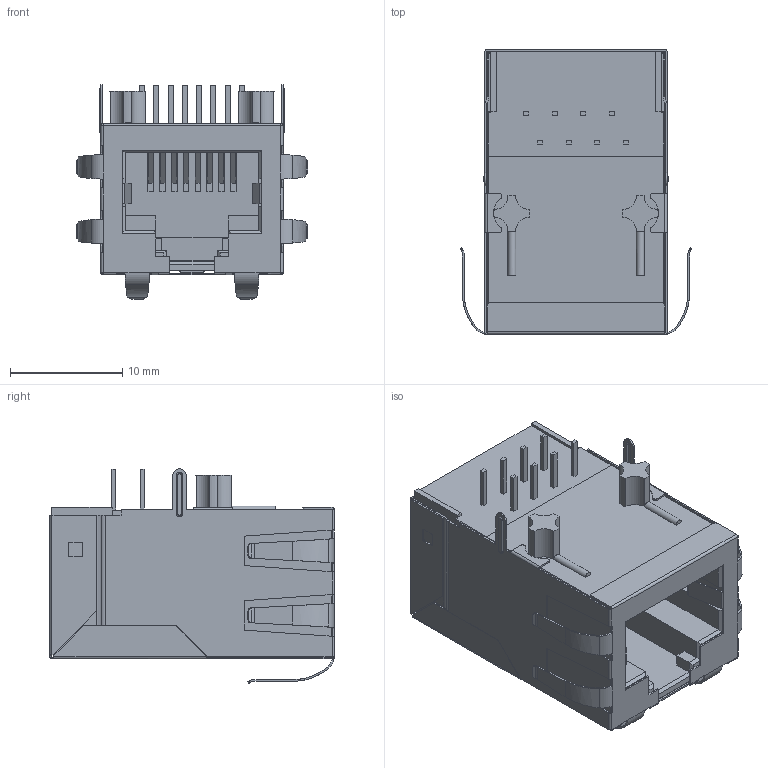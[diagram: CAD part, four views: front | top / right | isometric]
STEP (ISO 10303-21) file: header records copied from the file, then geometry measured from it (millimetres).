
FILE_DESCRIPTION( ( 'Unknown' ), '1' );
FILE_NAME( '74990110030.stp', 'Unknown', ( 'Unknown' ), ( 'Unknown' ), 'PSStep 17.0.49', 'Unknown', ' ' );
FILE_SCHEMA( ( 'AUTOMOTIVE_DESIGN { 1 0 10303 214 1 1 1 1 }' ) );
Length unit declared in the file: millimetre
Products named in the file (4): Assem1; Insulator; Insulator_2; Shielding
Assembly tree (3 placements, depth 2):
  Assem1
    Insulator
    Insulator_2
    Shielding
Bounding box: 20.6 x 25.35 x 19.11 mm (x, y, z)
Volume: 2606.5 mm3; surface area: 7880.3 mm2
Topology: 3 solids, 3 shells, 997 faces, 2702 edges, 1708 vertices
Faces by surface type: plane 642, cylinder 267, bspline 56, extrusion 14, sphere 10, torus 8
Entity records: 39988 total; most frequent: CARTESIAN_POINT 7251, ORIENTED_EDGE 5384, DIRECTION 4758, EDGE_CURVE 2692, VECTOR 1988, LINE 1974, VERTEX_POINT 1708, AXIS2_PLACEMENT_3D 1385
